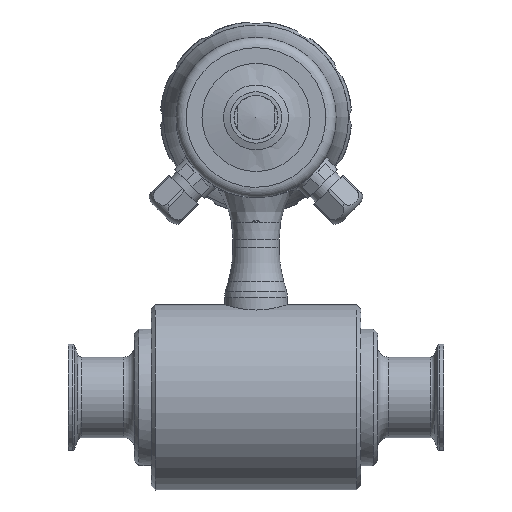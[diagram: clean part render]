
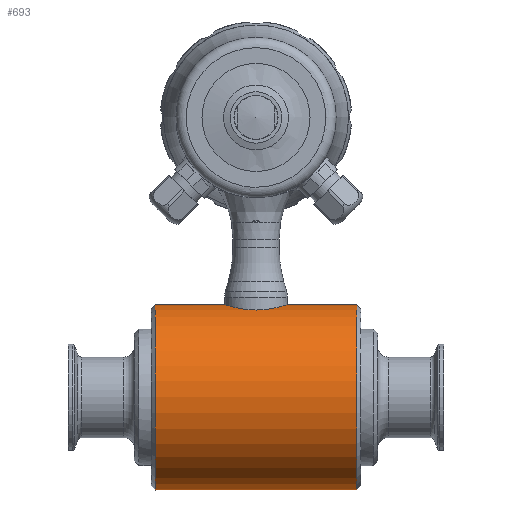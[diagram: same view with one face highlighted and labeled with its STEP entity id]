
A CAD part, left-side view. The second image highlights one B-rep face of the part: STEP entity #693.
In plain terms, the highlighted cylindrical face has radius 44.15 mm (diameter 88.3 mm), a full revolution.
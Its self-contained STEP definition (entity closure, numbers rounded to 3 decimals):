
#693 = ADVANCED_FACE( 'NONE', ( #1861, #1862, #1863 ), #1864, .T. );
#1861 = FACE_BOUND( '', #3677, .T. );
#1862 = FACE_OUTER_BOUND( '', #3678, .T. );
#1863 = FACE_OUTER_BOUND( '', #3679, .T. );
#1864 = CYLINDRICAL_SURFACE( '', #3680, 44.15 );
#3677 = EDGE_LOOP( '', ( #6423, #6424, #6425, #6426, #6427, #6428 ) );
#3678 = EDGE_LOOP( '', ( #6429 ) );
#3679 = EDGE_LOOP( '', ( #6430 ) );
#3680 = AXIS2_PLACEMENT_3D( '', #6431, #6432, #6433 );
#6423 = ORIENTED_EDGE( '', *, *, #11048, .F. );
#6424 = ORIENTED_EDGE( '', *, *, #11049, .F. );
#6425 = ORIENTED_EDGE( '', *, *, #11050, .F. );
#6426 = ORIENTED_EDGE( '', *, *, #11051, .F. );
#6427 = ORIENTED_EDGE( '', *, *, #11052, .F. );
#6428 = ORIENTED_EDGE( '', *, *, #11053, .F. );
#6429 = ORIENTED_EDGE( '', *, *, #11054, .F. );
#6430 = ORIENTED_EDGE( '', *, *, #11055, .T. );
#6431 = CARTESIAN_POINT( '', ( 0., 48., 0. ) );
#6432 = DIRECTION( '', ( 0., 1., 0. ) );
#6433 = DIRECTION( '', ( 0., 0., 1. ) );
#11048 = EDGE_CURVE( '', #13098, #13099, #13100, .F. );
#11049 = EDGE_CURVE( '', #13101, #13098, #13102, .T. );
#11050 = EDGE_CURVE( '', #13103, #13101, #13104, .T. );
#11051 = EDGE_CURVE( '', #13105, #13103, #13106, .F. );
#11052 = EDGE_CURVE( '', #13107, #13105, #13108, .T. );
#11053 = EDGE_CURVE( '', #13099, #13107, #13109, .T. );
#11054 = EDGE_CURVE( 'NONE', #13110, #13110, #13111, .T. );
#11055 = EDGE_CURVE( 'NONE', #13112, #13112, #13113, .T. );
#13098 = VERTEX_POINT( '', #16522 );
#13099 = VERTEX_POINT( '', #16523 );
#13100 = LINE( '', #16524, #16525 );
#13101 = VERTEX_POINT( '', #16526 );
#13102 = LINE( '', #16527, #16528 );
#13103 = VERTEX_POINT( '', #16529 );
#13104 = B_SPLINE_CURVE_WITH_KNOTS( '', 3, ( #16530, #16531, #16532, #16533, #16534, #16535, #16536, #16537, #16538, #16539, #16540, #16541, #16542, #16543, #16544 ), .UNSPECIFIED., .F., .F., ( 4, 1, 1, 1, 1, 1, 1, 1, 1, 1, 1, 1, 4 ), ( 0., 0.063, 0.126, 0.189, 0.251, 0.314, 0.376, 0.438, 0.5, 0.624, 0.749, 0.874, 1. ), .UNSPECIFIED. );
#13105 = VERTEX_POINT( '', #16545 );
#13106 = LINE( '', #16546, #16547 );
#13107 = VERTEX_POINT( '', #16548 );
#13108 = LINE( '', #16549, #16550 );
#13109 = B_SPLINE_CURVE_WITH_KNOTS( '', 3, ( #16551, #16552, #16553, #16554, #16555, #16556, #16557, #16558, #16559, #16560, #16561, #16562, #16563, #16564, #16565, #16566, #16567, #16568 ), .UNSPECIFIED., .F., .F., ( 4, 1, 1, 1, 1, 1, 1, 1, 1, 1, 1, 1, 1, 1, 1, 4 ), ( 0., 0.067, 0.133, 0.2, 0.267, 0.333, 0.4, 0.467, 0.533, 0.6, 0.667, 0.733, 0.8, 0.867, 0.933, 1. ), .UNSPECIFIED. );
#13110 = VERTEX_POINT( '', #16569 );
#13111 = CIRCLE( '', #16570, 44.15 );
#13112 = VERTEX_POINT( '', #16571 );
#13113 = CIRCLE( '', #16572, 44.15 );
#16522 = CARTESIAN_POINT( '', ( 2.768, 9.088, 44.063 ) );
#16523 = CARTESIAN_POINT( '', ( 2.768, 14.742, 44.063 ) );
#16524 = CARTESIAN_POINT( '', ( 2.768, 0.036, 44.063 ) );
#16525 = VECTOR( '', #22788, 1000. );
#16526 = CARTESIAN_POINT( '', ( 2.768, -14.742, 44.063 ) );
#16527 = CARTESIAN_POINT( '', ( 2.768, -15., 44.063 ) );
#16528 = VECTOR( '', #22789, 1000. );
#16529 = CARTESIAN_POINT( '', ( -2.768, -14.742, 44.063 ) );
#16530 = CARTESIAN_POINT( '', ( -2.768, -14.742, 44.063 ) );
#16531 = CARTESIAN_POINT( '', ( -2.653, -14.763, 44.07 ) );
#16532 = CARTESIAN_POINT( '', ( -2.423, -14.805, 44.084 ) );
#16533 = CARTESIAN_POINT( '', ( -2.076, -14.857, 44.102 ) );
#16534 = CARTESIAN_POINT( '', ( -1.729, -14.901, 44.117 ) );
#16535 = CARTESIAN_POINT( '', ( -1.383, -14.937, 44.129 ) );
#16536 = CARTESIAN_POINT( '', ( -1.036, -14.965, 44.138 ) );
#16537 = CARTESIAN_POINT( '', ( -0.69, -14.985, 44.145 ) );
#16538 = CARTESIAN_POINT( '', ( -0.345, -14.997, 44.149 ) );
#16539 = CARTESIAN_POINT( '', ( 0.115, -15.003, 44.151 ) );
#16540 = CARTESIAN_POINT( '', ( 0.692, -14.989, 44.146 ) );
#16541 = CARTESIAN_POINT( '', ( 1.384, -14.941, 44.13 ) );
#16542 = CARTESIAN_POINT( '', ( 2.078, -14.862, 44.103 ) );
#16543 = CARTESIAN_POINT( '', ( 2.537, -14.782, 44.077 ) );
#16544 = CARTESIAN_POINT( '', ( 2.768, -14.742, 44.063 ) );
#16545 = CARTESIAN_POINT( '', ( -2.768, 9.088, 44.063 ) );
#16546 = CARTESIAN_POINT( '', ( -2.768, -15., 44.063 ) );
#16547 = VECTOR( '', #22790, 1000. );
#16548 = CARTESIAN_POINT( '', ( -2.768, 14.742, 44.063 ) );
#16549 = CARTESIAN_POINT( '', ( -2.768, 0.036, 44.063 ) );
#16550 = VECTOR( '', #22791, 1000. );
#16551 = CARTESIAN_POINT( '', ( 2.768, 14.742, 44.063 ) );
#16552 = CARTESIAN_POINT( '', ( 2.646, 14.764, 44.07 ) );
#16553 = CARTESIAN_POINT( '', ( 2.403, 14.808, 44.085 ) );
#16554 = CARTESIAN_POINT( '', ( 2.035, 14.863, 44.103 ) );
#16555 = CARTESIAN_POINT( '', ( 1.667, 14.909, 44.119 ) );
#16556 = CARTESIAN_POINT( '', ( 1.298, 14.945, 44.131 ) );
#16557 = CARTESIAN_POINT( '', ( 0.927, 14.973, 44.14 ) );
#16558 = CARTESIAN_POINT( '', ( 0.557, 14.991, 44.146 ) );
#16559 = CARTESIAN_POINT( '', ( 0.186, 15., 44.149 ) );
#16560 = CARTESIAN_POINT( '', ( -0.186, 15., 44.149 ) );
#16561 = CARTESIAN_POINT( '', ( -0.557, 14.991, 44.146 ) );
#16562 = CARTESIAN_POINT( '', ( -0.927, 14.973, 44.14 ) );
#16563 = CARTESIAN_POINT( '', ( -1.298, 14.945, 44.131 ) );
#16564 = CARTESIAN_POINT( '', ( -1.667, 14.909, 44.119 ) );
#16565 = CARTESIAN_POINT( '', ( -2.035, 14.863, 44.103 ) );
#16566 = CARTESIAN_POINT( '', ( -2.403, 14.808, 44.085 ) );
#16567 = CARTESIAN_POINT( '', ( -2.646, 14.764, 44.07 ) );
#16568 = CARTESIAN_POINT( '', ( -2.768, 14.742, 44.063 ) );
#16569 = CARTESIAN_POINT( '', ( 0., -48., 44.15 ) );
#16570 = AXIS2_PLACEMENT_3D( '', #22792, #22793, #22794 );
#16571 = CARTESIAN_POINT( '', ( 0., 48., 44.15 ) );
#16572 = AXIS2_PLACEMENT_3D( '', #22795, #22796, #22797 );
#22788 = DIRECTION( '', ( 0., -1., 0. ) );
#22789 = DIRECTION( '', ( 0., 1., 0. ) );
#22790 = DIRECTION( '', ( 0., 1., 0. ) );
#22791 = DIRECTION( '', ( 0., -1., 0. ) );
#22792 = CARTESIAN_POINT( '', ( 0., -48., 0. ) );
#22793 = DIRECTION( '', ( 0., -1., 0. ) );
#22794 = DIRECTION( '', ( 0., 0., 1. ) );
#22795 = CARTESIAN_POINT( '', ( 0., 48., 0. ) );
#22796 = DIRECTION( '', ( 0., -1., 0. ) );
#22797 = DIRECTION( '', ( 0., 0., 1. ) );
